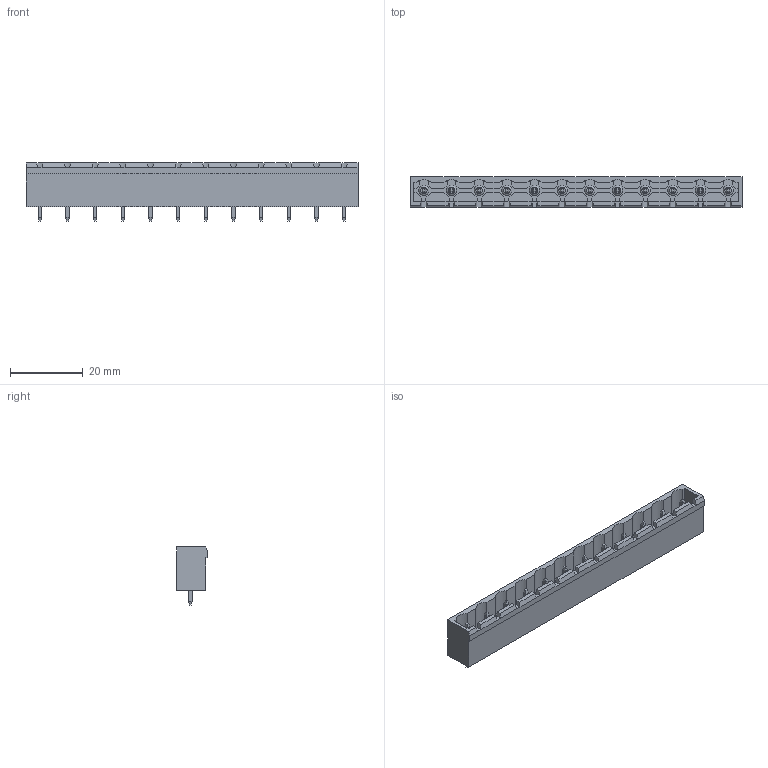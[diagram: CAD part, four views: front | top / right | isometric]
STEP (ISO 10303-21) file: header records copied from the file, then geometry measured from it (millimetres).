
FILE_DESCRIPTION( ( 'Unknown' ), '1' );
FILE_NAME( '691311400112.stp', 'Unknown', ( 'Unknown' ), ( 'Unknown' ), 'PSStep 18.0.17', 'Unknown', ' ' );
FILE_SCHEMA( ( 'AUTOMOTIVE_DESIGN { 1 0 10303 214 1 1 1 1 }' ) );
Length unit declared in the file: millimetre
Products named in the file (3): Assem1; 6913114001xx_PIN; 691311400112
Assembly tree (13 placements, depth 2):
  Assem1
    6913114001xx_PIN  x12
    691311400112
Bounding box: 91.44 x 8.5 x 16 mm (x, y, z)
Volume: 3856.5 mm3; surface area: 7733.6 mm2
Topology: 13 solids, 13 shells, 581 faces, 1545 edges, 990 vertices
Faces by surface type: plane 545, cylinder 24, torus 12
Full cylindrical faces by diameter (mm): 2.8 x12
Entity records: 17177 total; most frequent: CARTESIAN_POINT 2444, ORIENTED_EDGE 2402, DIRECTION 2167, EDGE_CURVE 1201, LINE 1117, VECTOR 1117, VERTEX_POINT 802, AXIS2_PLACEMENT_3D 525
